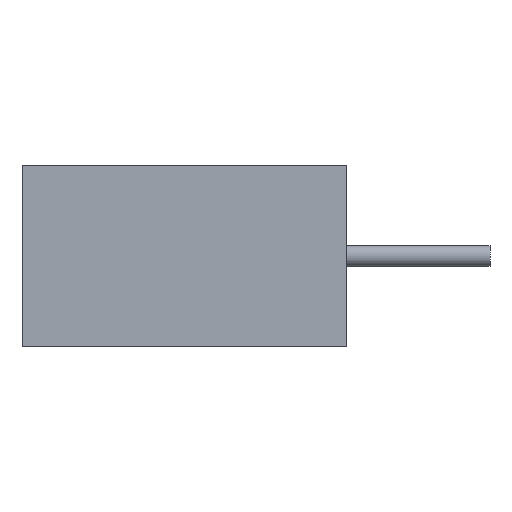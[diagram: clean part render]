
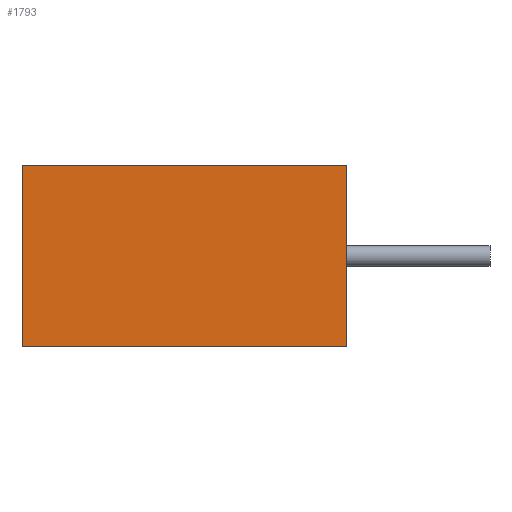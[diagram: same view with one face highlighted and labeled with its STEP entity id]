
A CAD part, left-side view. The second image highlights one B-rep face of the part: STEP entity #1793.
In plain terms, the highlighted planar face has unit normal (-1, 0, 0).
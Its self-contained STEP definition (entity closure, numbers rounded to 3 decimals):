
#778 = CARTESIAN_POINT ( 'NONE',  ( -9., -6.25, 7. ) ) ;
#886 = VERTEX_POINT ( 'NONE', #4596 ) ;
#942 = ORIENTED_EDGE ( 'NONE', *, *, #10879, .T. ) ;
#961 = EDGE_CURVE ( 'NONE', #3651, #2669, #10260, .T. ) ;
#1075 = AXIS2_PLACEMENT_3D ( 'NONE', #8366, #9341, #9282 ) ;
#1475 = EDGE_CURVE ( 'NONE', #3188, #2669, #10804, .T. ) ;
#1664 = VECTOR ( 'NONE', #2874, 1000. ) ;
#1758 = CARTESIAN_POINT ( 'NONE',  ( -9., -6.25, 7. ) ) ;
#1793 = ADVANCED_FACE ( 'NONE', ( #7307 ), #3797, .F. ) ;
#2669 = VERTEX_POINT ( 'NONE', #5159 ) ;
#2686 = ORIENTED_EDGE ( 'NONE', *, *, #1475, .F. ) ;
#2874 = DIRECTION ( 'NONE',  ( 0., -1., 0. ) ) ;
#3188 = VERTEX_POINT ( 'NONE', #1758 ) ;
#3454 = EDGE_CURVE ( 'NONE', #886, #3188, #3545, .T. ) ;
#3545 = LINE ( 'NONE', #778, #9064 ) ;
#3651 = VERTEX_POINT ( 'NONE', #10758 ) ;
#3797 = PLANE ( 'NONE',  #1075 ) ;
#3822 = VECTOR ( 'NONE', #7095, 1000. ) ;
#4596 = CARTESIAN_POINT ( 'NONE',  ( -9., 6.25, 7. ) ) ;
#5159 = CARTESIAN_POINT ( 'NONE',  ( -9., -6.25, 0. ) ) ;
#5469 = VECTOR ( 'NONE', #6621, 1000. ) ;
#6502 = ORIENTED_EDGE ( 'NONE', *, *, #961, .T. ) ;
#6621 = DIRECTION ( 'NONE',  ( 0., 0., -1. ) ) ;
#7095 = DIRECTION ( 'NONE',  ( 0., 0., -1. ) ) ;
#7214 = CARTESIAN_POINT ( 'NONE',  ( -9., -6.25, 7. ) ) ;
#7219 = EDGE_LOOP ( 'NONE', ( #6502, #2686, #7734, #942 ) ) ;
#7267 = DIRECTION ( 'NONE',  ( 0., -1., 0. ) ) ;
#7307 = FACE_OUTER_BOUND ( 'NONE', #7219, .T. ) ;
#7734 = ORIENTED_EDGE ( 'NONE', *, *, #3454, .F. ) ;
#8329 = CARTESIAN_POINT ( 'NONE',  ( -9., 6.25, 7. ) ) ;
#8366 = CARTESIAN_POINT ( 'NONE',  ( -9., -6.25, 7. ) ) ;
#9064 = VECTOR ( 'NONE', #7267, 1000. ) ;
#9282 = DIRECTION ( 'NONE',  ( 0., 0., -1. ) ) ;
#9305 = LINE ( 'NONE', #8329, #5469 ) ;
#9341 = DIRECTION ( 'NONE',  ( 1., 0., 0. ) ) ;
#10260 = LINE ( 'NONE', #10983, #1664 ) ;
#10758 = CARTESIAN_POINT ( 'NONE',  ( -9., 6.25, 0. ) ) ;
#10804 = LINE ( 'NONE', #7214, #3822 ) ;
#10879 = EDGE_CURVE ( 'NONE', #886, #3651, #9305, .T. ) ;
#10983 = CARTESIAN_POINT ( 'NONE',  ( -9., -6.25, 0. ) ) ;
